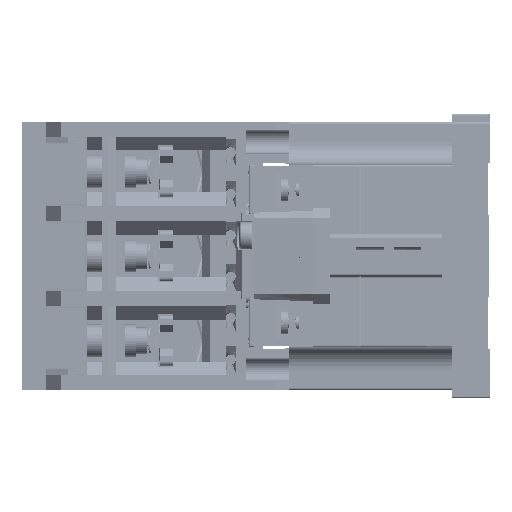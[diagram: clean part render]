
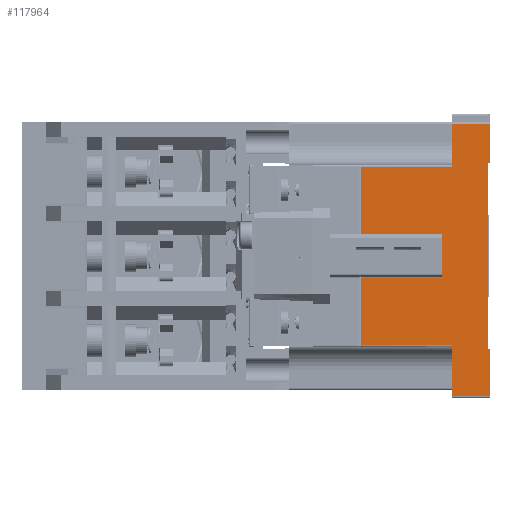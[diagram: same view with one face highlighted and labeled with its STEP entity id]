
A CAD part, left-side view. The second image highlights one B-rep face of the part: STEP entity #117964.
In plain terms, the highlighted planar face has unit normal (-1, 0, 0).
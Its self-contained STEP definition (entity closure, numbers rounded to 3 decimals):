
#117751=CARTESIAN_POINT('',(-49.9,-64.2,32.5));
#117752=VERTEX_POINT('',#117751);
#117760=CARTESIAN_POINT('',(-49.9,-73.6,32.5));
#117761=VERTEX_POINT('',#117760);
#117762=CARTESIAN_POINT('',(-49.9,-64.2,32.5));
#117763=DIRECTION('',(0.0,-1.0,0.0));
#117764=VECTOR('',#117763,9.4);
#117765=LINE('',#117762,#117764);
#117766=EDGE_CURVE('',#117752,#117761,#117765,.T.);
#117792=CARTESIAN_POINT('',(-49.9,-73.6,23.));
#117793=VERTEX_POINT('',#117792);
#117794=CARTESIAN_POINT('',(-49.9,-73.6,23.));
#117795=DIRECTION('',(0.0,0.0,1.0));
#117796=VECTOR('',#117795,9.5);
#117797=LINE('',#117794,#117796);
#117798=EDGE_CURVE('',#117793,#117761,#117797,.T.);
#117845=CARTESIAN_POINT('',(-49.9,-24.1,0.));
#117846=DIRECTION('',(-1.0,0.0,0.0));
#117847=DIRECTION('',(0.0,0.0,1.0));
#117848=AXIS2_PLACEMENT_3D('',#117845,#117846,#117847);
#117849=PLANE('',#117848);
#117850=ORIENTED_EDGE('',*,*,#117766,.F.);
#117851=CARTESIAN_POINT('',(-49.9,-64.2,22.));
#117852=VERTEX_POINT('',#117851);
#117853=CARTESIAN_POINT('',(-49.9,-64.2,22.));
#117854=DIRECTION('',(0.0,0.0,1.0));
#117855=VECTOR('',#117854,10.5);
#117856=LINE('',#117853,#117855);
#117857=EDGE_CURVE('',#117852,#117752,#117856,.T.);
#117858=ORIENTED_EDGE('',*,*,#117857,.F.);
#117859=CARTESIAN_POINT('',(-49.9,-41.9,22.));
#117860=VERTEX_POINT('',#117859);
#117861=CARTESIAN_POINT('',(-49.9,-41.9,22.));
#117862=DIRECTION('',(0.0,-1.0,0.0));
#117863=VECTOR('',#117862,22.3);
#117864=LINE('',#117861,#117863);
#117865=EDGE_CURVE('',#117860,#117852,#117864,.T.);
#117866=ORIENTED_EDGE('',*,*,#117865,.F.);
#117867=CARTESIAN_POINT('',(-49.9,-41.9,5.4));
#117868=VERTEX_POINT('',#117867);
#117869=CARTESIAN_POINT('',(-49.9,-41.9,22.));
#117870=DIRECTION('',(0.0,0.0,-1.0));
#117871=VECTOR('',#117870,16.6);
#117872=LINE('',#117869,#117871);
#117873=EDGE_CURVE('',#117860,#117868,#117872,.T.);
#117874=ORIENTED_EDGE('',*,*,#117873,.T.);
#117875=CARTESIAN_POINT('',(-49.9,-61.9,5.4));
#117876=VERTEX_POINT('',#117875);
#117877=CARTESIAN_POINT('',(-49.9,-61.9,5.4));
#117878=DIRECTION('',(0.0,1.0,0.0));
#117879=VECTOR('',#117878,20.0);
#117880=LINE('',#117877,#117879);
#117881=EDGE_CURVE('',#117876,#117868,#117880,.T.);
#117882=ORIENTED_EDGE('',*,*,#117881,.F.);
#117883=CARTESIAN_POINT('',(-49.9,-61.9,-5.4));
#117884=VERTEX_POINT('',#117883);
#117885=CARTESIAN_POINT('',(-49.9,-61.9,5.4));
#117886=DIRECTION('',(0.0,0.0,-1.0));
#117887=VECTOR('',#117886,10.8);
#117888=LINE('',#117885,#117887);
#117889=EDGE_CURVE('',#117876,#117884,#117888,.T.);
#117890=ORIENTED_EDGE('',*,*,#117889,.T.);
#117891=CARTESIAN_POINT('',(-49.9,-41.9,-5.4));
#117892=VERTEX_POINT('',#117891);
#117893=CARTESIAN_POINT('',(-49.9,-41.9,-5.4));
#117894=DIRECTION('',(0.0,-1.0,0.0));
#117895=VECTOR('',#117894,20.);
#117896=LINE('',#117893,#117895);
#117897=EDGE_CURVE('',#117892,#117884,#117896,.T.);
#117898=ORIENTED_EDGE('',*,*,#117897,.F.);
#117899=CARTESIAN_POINT('',(-49.9,-41.9,-22.));
#117900=VERTEX_POINT('',#117899);
#117901=CARTESIAN_POINT('',(-49.9,-41.9,-5.4));
#117902=DIRECTION('',(0.0,0.0,-1.0));
#117903=VECTOR('',#117902,16.6);
#117904=LINE('',#117901,#117903);
#117905=EDGE_CURVE('',#117892,#117900,#117904,.T.);
#117906=ORIENTED_EDGE('',*,*,#117905,.T.);
#117907=CARTESIAN_POINT('',(-49.9,-64.2,-22.));
#117908=VERTEX_POINT('',#117907);
#117909=CARTESIAN_POINT('',(-49.9,-64.2,-22.));
#117910=DIRECTION('',(0.0,1.0,0.0));
#117911=VECTOR('',#117910,22.3);
#117912=LINE('',#117909,#117911);
#117913=EDGE_CURVE('',#117908,#117900,#117912,.T.);
#117914=ORIENTED_EDGE('',*,*,#117913,.F.);
#117915=CARTESIAN_POINT('',(-49.9,-64.2,-34.5));
#117916=VERTEX_POINT('',#117915);
#117917=CARTESIAN_POINT('',(-49.9,-64.2,-34.5));
#117918=DIRECTION('',(0.0,0.0,1.0));
#117919=VECTOR('',#117918,12.5);
#117920=LINE('',#117917,#117919);
#117921=EDGE_CURVE('',#117916,#117908,#117920,.T.);
#117922=ORIENTED_EDGE('',*,*,#117921,.F.);
#117923=CARTESIAN_POINT('',(-49.9,-73.6,-34.5));
#117924=VERTEX_POINT('',#117923);
#117925=CARTESIAN_POINT('',(-49.9,-73.6,-34.5));
#117926=DIRECTION('',(0.0,1.0,0.0));
#117927=VECTOR('',#117926,9.4);
#117928=LINE('',#117925,#117927);
#117929=EDGE_CURVE('',#117924,#117916,#117928,.T.);
#117930=ORIENTED_EDGE('',*,*,#117929,.F.);
#117931=CARTESIAN_POINT('',(-49.9,-73.6,-23.));
#117932=VERTEX_POINT('',#117931);
#117933=CARTESIAN_POINT('',(-49.9,-73.6,-34.5));
#117934=DIRECTION('',(0.0,0.0,1.0));
#117935=VECTOR('',#117934,11.5);
#117936=LINE('',#117933,#117935);
#117937=EDGE_CURVE('',#117924,#117932,#117936,.T.);
#117938=ORIENTED_EDGE('',*,*,#117937,.T.);
#117939=CARTESIAN_POINT('',(-49.9,-73.1,-23.));
#117940=VERTEX_POINT('',#117939);
#117941=CARTESIAN_POINT('',(-49.9,-73.6,-23.));
#117942=DIRECTION('',(0.0,1.0,0.0));
#117943=VECTOR('',#117942,0.5);
#117944=LINE('',#117941,#117943);
#117945=EDGE_CURVE('',#117932,#117940,#117944,.T.);
#117946=ORIENTED_EDGE('',*,*,#117945,.T.);
#117947=CARTESIAN_POINT('',(-49.9,-73.1,23.));
#117948=VERTEX_POINT('',#117947);
#117949=CARTESIAN_POINT('',(-49.9,-73.1,-23.));
#117950=DIRECTION('',(0.0,0.0,1.0));
#117951=VECTOR('',#117950,46.);
#117952=LINE('',#117949,#117951);
#117953=EDGE_CURVE('',#117940,#117948,#117952,.T.);
#117954=ORIENTED_EDGE('',*,*,#117953,.T.);
#117955=CARTESIAN_POINT('',(-49.9,-73.1,23.));
#117956=DIRECTION('',(0.0,-1.0,0.0));
#117957=VECTOR('',#117956,0.5);
#117958=LINE('',#117955,#117957);
#117959=EDGE_CURVE('',#117948,#117793,#117958,.T.);
#117960=ORIENTED_EDGE('',*,*,#117959,.T.);
#117961=ORIENTED_EDGE('',*,*,#117798,.T.);
#117962=EDGE_LOOP('',(#117850,#117858,#117866,#117874,#117882,#117890,#117898,#117906,#117914,#117922,#117930,#117938,#117946,#117954,#117960,#117961));
#117963=FACE_OUTER_BOUND('',#117962,.T.);
#117964=ADVANCED_FACE('',(#117963),#117849,.T.);
